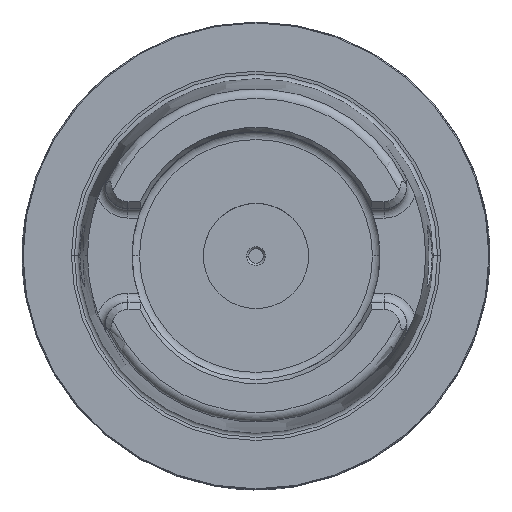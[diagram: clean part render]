
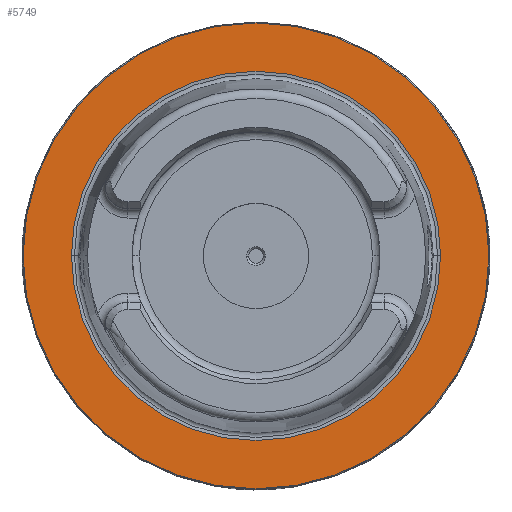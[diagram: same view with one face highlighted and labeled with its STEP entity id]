
A CAD part, top view. The second image highlights one B-rep face of the part: STEP entity #5749.
In plain terms, the highlighted planar face has unit normal (0, 0, 1).
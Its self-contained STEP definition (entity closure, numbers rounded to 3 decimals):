
#1746=CARTESIAN_POINT('',(0.,0.,0.));
#1747=DIRECTION('',(0.,0.,1.));
#1748=DIRECTION('',(1.,0.,0.));
#1749=AXIS2_PLACEMENT_3D('',#1746,#1747,#1748);
#1762=CARTESIAN_POINT('',(0.,0.,0.));
#1763=DIRECTION('',(0.,0.,-1.));
#1764=DIRECTION('',(1.,0.,0.));
#1765=AXIS2_PLACEMENT_3D('',#1762,#1763,#1764);
#1784=CARTESIAN_POINT('',(0.,0.,0.));
#1785=DIRECTION('',(0.,0.,1.));
#1786=DIRECTION('',(1.,0.,0.));
#1787=AXIS2_PLACEMENT_3D('',#1784,#1785,#1786);
#4205=CARTESIAN_POINT('',(0.,0.,0.));
#4206=DIRECTION('',(0.,0.,-1.));
#4207=DIRECTION('',(1.,0.,0.));
#4208=AXIS2_PLACEMENT_3D('',#4205,#4206,#4207);
#4235=CARTESIAN_POINT('',(39.464,0.,0.));
#4237=VERTEX_POINT('',#4235);
#4247=CARTESIAN_POINT('',(-39.464,0.,0.));
#4249=VERTEX_POINT('',#4247);
#4457=CARTESIAN_POINT('',(49.8,0.,0.));
#4458=CARTESIAN_POINT('',(-49.8,0.,0.));
#4459=VERTEX_POINT('',#4457);
#4460=VERTEX_POINT('',#4458);
#5733=CARTESIAN_POINT('',(0.,0.,0.));
#5734=DIRECTION('',(0.,0.,-1.));
#5735=DIRECTION('',(-1.,0.,0.));
#5736=AXIS2_PLACEMENT_3D('',#5733,#5734,#5735);
#5737=PLANE('',#5736);
#5738=ORIENTED_EDGE('',*,*,#5723,.F.);
#5740=ORIENTED_EDGE('',*,*,#5739,.T.);
#5741=EDGE_LOOP('',(#5738,#5740));
#5742=FACE_OUTER_BOUND('',#5741,.F.);
#5744=ORIENTED_EDGE('',*,*,#5743,.F.);
#5746=ORIENTED_EDGE('',*,*,#5745,.T.);
#5747=EDGE_LOOP('',(#5744,#5746));
#5748=FACE_BOUND('',#5747,.F.);
#1750=CIRCLE('',#1749,49.8);
#1766=CIRCLE('',#1765,39.464);
#1788=CIRCLE('',#1787,39.464);
#4209=CIRCLE('',#4208,49.8);
#5723=EDGE_CURVE('',#4459,#4460,#1750,.T.);
#5739=EDGE_CURVE('',#4459,#4460,#4209,.T.);
#5743=EDGE_CURVE('',#4237,#4249,#1766,.T.);
#5745=EDGE_CURVE('',#4237,#4249,#1788,.T.);
#5749=ADVANCED_FACE('',(#5742,#5748),#5737,.F.);
